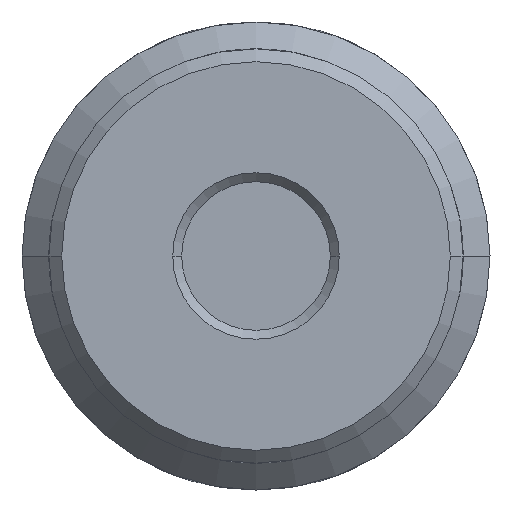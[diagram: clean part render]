
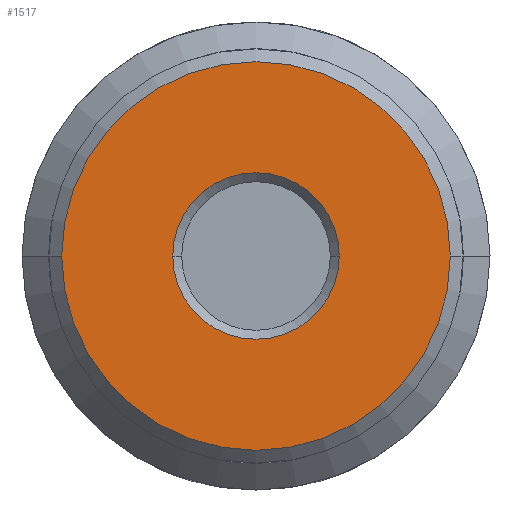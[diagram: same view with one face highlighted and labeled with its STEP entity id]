
A CAD part, left-side view. The second image highlights one B-rep face of the part: STEP entity #1517.
In plain terms, the highlighted planar face has unit normal (-1, 0, 0).
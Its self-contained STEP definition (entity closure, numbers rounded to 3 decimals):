
#115=CARTESIAN_POINT('',(0.,0.,0.));
#116=DIRECTION('',(-1.,0.,0.));
#117=DIRECTION('',(0.,1.,0.));
#118=AXIS2_PLACEMENT_3D('',#115,#116,#117);
#124=CARTESIAN_POINT('',(0.,0.,0.));
#125=DIRECTION('',(-1.,0.,0.));
#126=DIRECTION('',(0.,-1.,0.));
#127=AXIS2_PLACEMENT_3D('',#124,#125,#126);
#132=CARTESIAN_POINT('',(0.,0.,0.));
#133=DIRECTION('',(-1.,0.,0.));
#134=DIRECTION('',(0.,1.,0.));
#135=AXIS2_PLACEMENT_3D('',#132,#133,#134);
#140=CARTESIAN_POINT('',(0.,0.,0.));
#141=DIRECTION('',(-1.,0.,0.));
#142=DIRECTION('',(0.,-1.,0.));
#143=AXIS2_PLACEMENT_3D('',#140,#141,#142);
#1364=CARTESIAN_POINT('',(0.,4.953,0.));
#1365=CARTESIAN_POINT('',(0.,-4.953,0.));
#1366=VERTEX_POINT('',#1364);
#1367=VERTEX_POINT('',#1365);
#1376=CARTESIAN_POINT('',(0.,11.557,0.));
#1377=CARTESIAN_POINT('',(0.,-11.557,0.));
#1378=VERTEX_POINT('',#1376);
#1379=VERTEX_POINT('',#1377);
#1500=CARTESIAN_POINT('',(0.,0.,0.));
#1501=DIRECTION('',(1.,0.,0.));
#1502=DIRECTION('',(0.,0.,-1.));
#1503=AXIS2_PLACEMENT_3D('',#1500,#1501,#1502);
#1504=PLANE('',#1503);
#1506=ORIENTED_EDGE('',*,*,#1505,.F.);
#1508=ORIENTED_EDGE('',*,*,#1507,.F.);
#1509=EDGE_LOOP('',(#1506,#1508));
#1510=FACE_OUTER_BOUND('',#1509,.F.);
#1512=ORIENTED_EDGE('',*,*,#1511,.T.);
#1514=ORIENTED_EDGE('',*,*,#1513,.T.);
#1515=EDGE_LOOP('',(#1512,#1514));
#1516=FACE_BOUND('',#1515,.F.);
#119=CIRCLE('',#118,4.953);
#128=CIRCLE('',#127,4.953);
#136=CIRCLE('',#135,11.557);
#144=CIRCLE('',#143,11.557);
#1505=EDGE_CURVE('',#1378,#1379,#136,.T.);
#1507=EDGE_CURVE('',#1379,#1378,#144,.T.);
#1511=EDGE_CURVE('',#1366,#1367,#119,.T.);
#1513=EDGE_CURVE('',#1367,#1366,#128,.T.);
#1517=ADVANCED_FACE('',(#1510,#1516),#1504,.F.);
